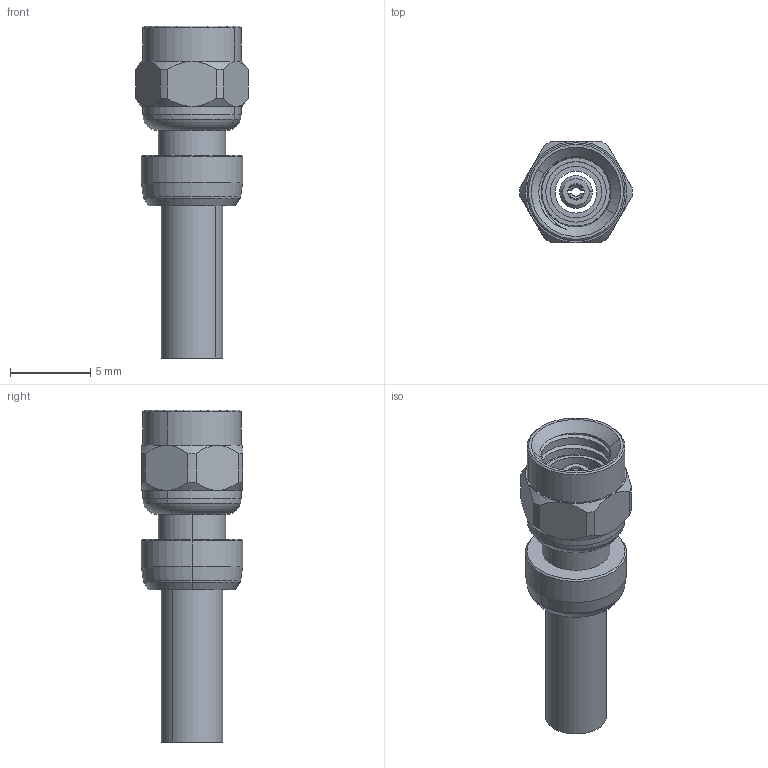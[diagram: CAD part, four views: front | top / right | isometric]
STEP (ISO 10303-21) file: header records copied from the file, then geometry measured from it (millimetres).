
FILE_DESCRIPTION (( 'STEP AP214' ), '1' );
FILE_NAME ('34-008-D3-AD.STEP', '2024-09-06T08:46:21', ( '' ), ( '' ), 'SwSTEP 2.0', 'SolidWorks 2024', '' );
FILE_SCHEMA (( 'AUTOMOTIVE_DESIGN' ));
Length unit declared in the file: millimetre
Products named in the file (1): 34-008-D3-AD
Bounding box: 7 x 6.3 x 20.64 mm (x, y, z)
Surface area: 628.4 mm2 (no closed solid volume)
Topology: 0 solids, 8 shells, 94 faces, 330 edges, 247 vertices
Faces by surface type: cone 34, cylinder 31, plane 21, torus 6, bspline 2
Entity records: 4459 total; most frequent: CARTESIAN_POINT 1793, DIRECTION 538, ORIENTED_EDGE 518, EDGE_CURVE 330, VERTEX_POINT 247, AXIS2_PLACEMENT_3D 233, CIRCLE 140, EDGE_LOOP 103
